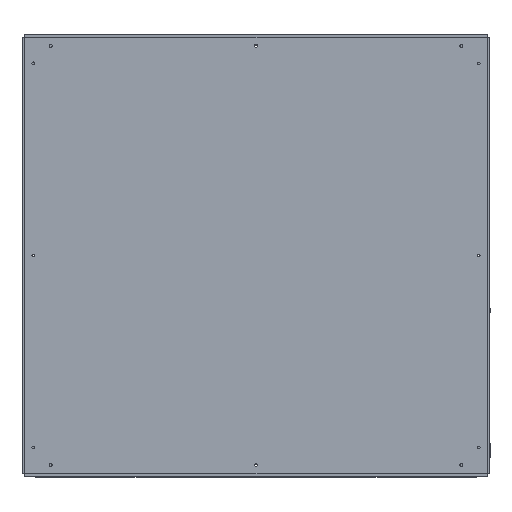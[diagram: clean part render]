
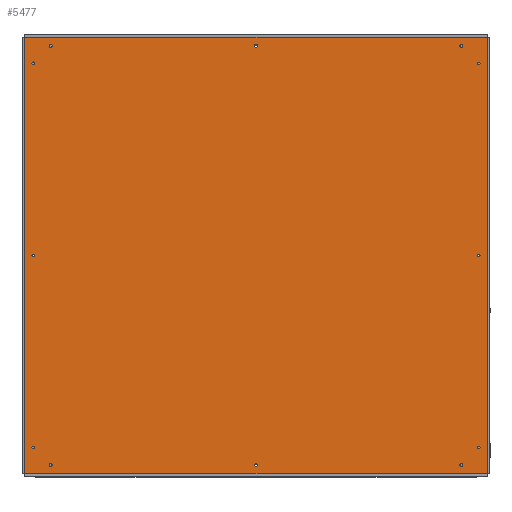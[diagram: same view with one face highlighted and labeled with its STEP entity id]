
A CAD part, top view. The second image highlights one B-rep face of the part: STEP entity #5477.
In plain terms, the highlighted planar face has unit normal (0, 0, 1).
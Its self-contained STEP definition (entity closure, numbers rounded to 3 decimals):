
#303=FACE_BOUND('',#1125,.T.);
#304=FACE_BOUND('',#1126,.T.);
#305=FACE_BOUND('',#1127,.T.);
#306=FACE_BOUND('',#1128,.T.);
#307=FACE_BOUND('',#1129,.T.);
#308=FACE_BOUND('',#1130,.T.);
#309=FACE_BOUND('',#1131,.T.);
#310=FACE_BOUND('',#1132,.T.);
#311=FACE_BOUND('',#1133,.T.);
#312=FACE_BOUND('',#1134,.T.);
#313=FACE_BOUND('',#1135,.T.);
#314=FACE_BOUND('',#1136,.T.);
#487=PLANE('',#6080);
#690=FACE_OUTER_BOUND('',#1124,.T.);
#1124=EDGE_LOOP('',(#4543,#4544,#4545,#4546));
#1125=EDGE_LOOP('',(#4547));
#1126=EDGE_LOOP('',(#4548));
#1127=EDGE_LOOP('',(#4549));
#1128=EDGE_LOOP('',(#4550));
#1129=EDGE_LOOP('',(#4551));
#1130=EDGE_LOOP('',(#4552));
#1131=EDGE_LOOP('',(#4553));
#1132=EDGE_LOOP('',(#4554));
#1133=EDGE_LOOP('',(#4555));
#1134=EDGE_LOOP('',(#4556));
#1135=EDGE_LOOP('',(#4557));
#1136=EDGE_LOOP('',(#4558));
#1581=LINE('',#8923,#1980);
#1584=LINE('',#8929,#1983);
#1587=LINE('',#8935,#1986);
#1590=LINE('',#8939,#1989);
#1980=VECTOR('',#7311,10.);
#1983=VECTOR('',#7316,10.);
#1986=VECTOR('',#7321,10.);
#1989=VECTOR('',#7326,10.);
#2324=CIRCLE('',#6043,1.65);
#2326=CIRCLE('',#6046,1.65);
#2328=CIRCLE('',#6048,1.65);
#2330=CIRCLE('',#6051,1.65);
#2332=CIRCLE('',#6053,1.65);
#2334=CIRCLE('',#6056,1.65);
#2336=CIRCLE('',#6059,1.65);
#2338=CIRCLE('',#6062,1.65);
#2340=CIRCLE('',#6065,1.65);
#2342=CIRCLE('',#6068,1.65);
#2344=CIRCLE('',#6071,1.65);
#2346=CIRCLE('',#6074,1.65);
#2740=VERTEX_POINT('',#8811);
#2742=VERTEX_POINT('',#8817);
#2744=VERTEX_POINT('',#8840);
#2746=VERTEX_POINT('',#8846);
#2748=VERTEX_POINT('',#8869);
#2750=VERTEX_POINT('',#8875);
#2752=VERTEX_POINT('',#8881);
#2754=VERTEX_POINT('',#8887);
#2756=VERTEX_POINT('',#8893);
#2758=VERTEX_POINT('',#8899);
#2760=VERTEX_POINT('',#8905);
#2762=VERTEX_POINT('',#8911);
#2766=VERTEX_POINT('',#8920);
#2767=VERTEX_POINT('',#8922);
#2769=VERTEX_POINT('',#8928);
#2771=VERTEX_POINT('',#8934);
#3357=EDGE_CURVE('',#2740,#2740,#2324,.T.);
#3360=EDGE_CURVE('',#2742,#2742,#2326,.T.);
#3363=EDGE_CURVE('',#2744,#2744,#2328,.T.);
#3366=EDGE_CURVE('',#2746,#2746,#2330,.T.);
#3369=EDGE_CURVE('',#2748,#2748,#2332,.T.);
#3372=EDGE_CURVE('',#2750,#2750,#2334,.T.);
#3375=EDGE_CURVE('',#2752,#2752,#2336,.T.);
#3378=EDGE_CURVE('',#2754,#2754,#2338,.T.);
#3381=EDGE_CURVE('',#2756,#2756,#2340,.T.);
#3384=EDGE_CURVE('',#2758,#2758,#2342,.T.);
#3387=EDGE_CURVE('',#2760,#2760,#2344,.T.);
#3390=EDGE_CURVE('',#2762,#2762,#2346,.T.);
#3395=EDGE_CURVE('',#2767,#2766,#1581,.T.);
#3398=EDGE_CURVE('',#2769,#2767,#1584,.T.);
#3401=EDGE_CURVE('',#2771,#2769,#1587,.T.);
#3404=EDGE_CURVE('',#2766,#2771,#1590,.T.);
#4543=ORIENTED_EDGE('',*,*,#3404,.T.);
#4544=ORIENTED_EDGE('',*,*,#3401,.T.);
#4545=ORIENTED_EDGE('',*,*,#3398,.T.);
#4546=ORIENTED_EDGE('',*,*,#3395,.T.);
#4547=ORIENTED_EDGE('',*,*,#3357,.T.);
#4548=ORIENTED_EDGE('',*,*,#3360,.T.);
#4549=ORIENTED_EDGE('',*,*,#3363,.T.);
#4550=ORIENTED_EDGE('',*,*,#3366,.T.);
#4551=ORIENTED_EDGE('',*,*,#3369,.T.);
#4552=ORIENTED_EDGE('',*,*,#3372,.T.);
#4553=ORIENTED_EDGE('',*,*,#3375,.T.);
#4554=ORIENTED_EDGE('',*,*,#3378,.T.);
#4555=ORIENTED_EDGE('',*,*,#3381,.T.);
#4556=ORIENTED_EDGE('',*,*,#3384,.T.);
#4557=ORIENTED_EDGE('',*,*,#3387,.T.);
#4558=ORIENTED_EDGE('',*,*,#3390,.T.);
#5477=ADVANCED_FACE('',(#690,#303,#304,#305,#306,#307,#308,#309,#310,#311,
#312,#313,#314),#487,.T.);
#6043=AXIS2_PLACEMENT_3D('',#8812,#7229,#7230);
#6046=AXIS2_PLACEMENT_3D('',#8818,#7236,#7237);
#6048=AXIS2_PLACEMENT_3D('',#8841,#7241,#7242);
#6051=AXIS2_PLACEMENT_3D('',#8847,#7248,#7249);
#6053=AXIS2_PLACEMENT_3D('',#8870,#7253,#7254);
#6056=AXIS2_PLACEMENT_3D('',#8876,#7260,#7261);
#6059=AXIS2_PLACEMENT_3D('',#8882,#7267,#7268);
#6062=AXIS2_PLACEMENT_3D('',#8888,#7274,#7275);
#6065=AXIS2_PLACEMENT_3D('',#8894,#7281,#7282);
#6068=AXIS2_PLACEMENT_3D('',#8900,#7288,#7289);
#6071=AXIS2_PLACEMENT_3D('',#8906,#7295,#7296);
#6074=AXIS2_PLACEMENT_3D('',#8912,#7302,#7303);
#6080=AXIS2_PLACEMENT_3D('',#8940,#7327,#7328);
#7229=DIRECTION('center_axis',(0.,0.,-1.));
#7230=DIRECTION('ref_axis',(-1.,0.,0.));
#7236=DIRECTION('center_axis',(0.,0.,-1.));
#7237=DIRECTION('ref_axis',(-1.,0.,0.));
#7241=DIRECTION('center_axis',(0.,0.,-1.));
#7242=DIRECTION('ref_axis',(1.,0.,0.));
#7248=DIRECTION('center_axis',(0.,0.,-1.));
#7249=DIRECTION('ref_axis',(-1.,0.,0.));
#7253=DIRECTION('center_axis',(0.,0.,-1.));
#7254=DIRECTION('ref_axis',(1.,0.,0.));
#7260=DIRECTION('center_axis',(0.,0.,-1.));
#7261=DIRECTION('ref_axis',(-1.,0.,0.));
#7267=DIRECTION('center_axis',(0.,0.,-1.));
#7268=DIRECTION('ref_axis',(-1.,0.,0.));
#7274=DIRECTION('center_axis',(0.,0.,-1.));
#7275=DIRECTION('ref_axis',(-1.,0.,0.));
#7281=DIRECTION('center_axis',(0.,0.,-1.));
#7282=DIRECTION('ref_axis',(-1.,0.,0.));
#7288=DIRECTION('center_axis',(0.,0.,-1.));
#7289=DIRECTION('ref_axis',(-1.,0.,0.));
#7295=DIRECTION('center_axis',(0.,0.,-1.));
#7296=DIRECTION('ref_axis',(-1.,0.,0.));
#7302=DIRECTION('center_axis',(0.,0.,-1.));
#7303=DIRECTION('ref_axis',(-1.,0.,0.));
#7311=DIRECTION('',(-1.,0.,0.));
#7316=DIRECTION('',(0.,1.,0.));
#7321=DIRECTION('',(1.,0.,0.));
#7326=DIRECTION('',(0.,-1.,0.));
#7327=DIRECTION('center_axis',(0.,0.,1.));
#7328=DIRECTION('ref_axis',(1.,0.,0.));
#8811=CARTESIAN_POINT('',(-253.35,275.,158.));
#8812=CARTESIAN_POINT('Origin',(-255.,275.,158.));
#8817=CARTESIAN_POINT('',(-233.35,295.,158.));
#8818=CARTESIAN_POINT('Origin',(-235.,295.,158.));
#8840=CARTESIAN_POINT('',(233.35,294.923,158.));
#8841=CARTESIAN_POINT('Origin',(235.,294.923,158.));
#8846=CARTESIAN_POINT('',(1.65,295.,158.));
#8847=CARTESIAN_POINT('Origin',(0.,295.,158.));
#8869=CARTESIAN_POINT('',(253.35,274.923,158.));
#8870=CARTESIAN_POINT('Origin',(255.,274.923,158.));
#8875=CARTESIAN_POINT('',(-253.35,55.,158.));
#8876=CARTESIAN_POINT('Origin',(-255.,55.,158.));
#8881=CARTESIAN_POINT('',(1.65,-185.,158.));
#8882=CARTESIAN_POINT('Origin',(0.,-185.,
158.));
#8887=CARTESIAN_POINT('',(256.65,55.,158.));
#8888=CARTESIAN_POINT('Origin',(255.,55.,158.));
#8893=CARTESIAN_POINT('',(236.65,-185.,158.));
#8894=CARTESIAN_POINT('Origin',(235.,-185.,158.));
#8899=CARTESIAN_POINT('',(-253.35,-165.,158.));
#8900=CARTESIAN_POINT('Origin',(-255.,-165.,158.));
#8905=CARTESIAN_POINT('',(256.65,-165.,158.));
#8906=CARTESIAN_POINT('Origin',(255.,-165.,158.));
#8911=CARTESIAN_POINT('',(-233.35,-185.,158.));
#8912=CARTESIAN_POINT('Origin',(-235.,-185.,158.));
#8920=CARTESIAN_POINT('',(-265.,305.,158.));
#8922=CARTESIAN_POINT('',(265.,305.,158.));
#8923=CARTESIAN_POINT('',(-265.,305.,158.));
#8928=CARTESIAN_POINT('',(265.,-195.,158.));
#8929=CARTESIAN_POINT('',(265.,-193.5,158.));
#8934=CARTESIAN_POINT('',(-265.,-195.,158.));
#8935=CARTESIAN_POINT('',(-265.,-195.,158.));
#8939=CARTESIAN_POINT('',(-265.,305.,158.));
#8940=CARTESIAN_POINT('Origin',(0.,55.,158.));
